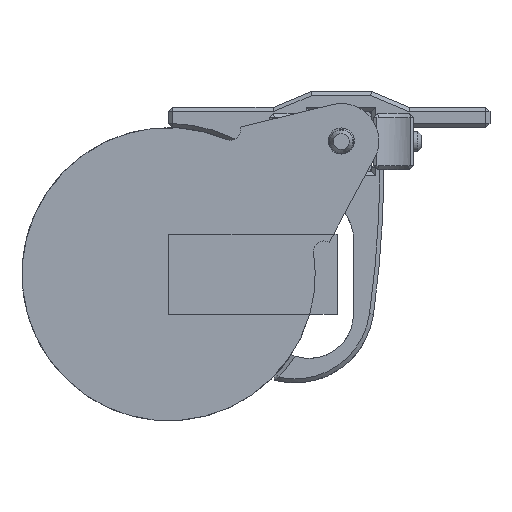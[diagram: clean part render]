
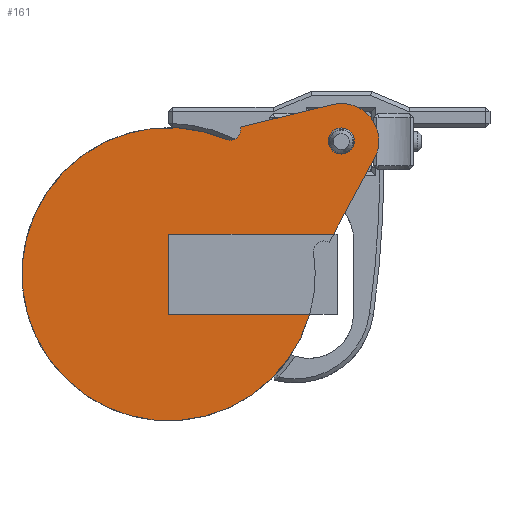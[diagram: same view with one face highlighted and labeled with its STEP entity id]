
A CAD part, left-side view. The second image highlights one B-rep face of the part: STEP entity #161.
In plain terms, the highlighted planar face has unit normal (-1, 0, 0).
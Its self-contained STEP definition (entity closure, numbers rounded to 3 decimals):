
#86 = VERTEX_POINT('',#87);
#87 = CARTESIAN_POINT('',(0.,-35.103,-10.));
#94 = EDGE_CURVE('',#95,#86,#97,.T.);
#95 = VERTEX_POINT('',#96);
#96 = CARTESIAN_POINT('',(0.,0.,-10.));
#97 = LINE('',#98,#99);
#98 = CARTESIAN_POINT('',(0.,0.,-10.));
#99 = VECTOR('',#100,1.);
#100 = DIRECTION('',(0.,-1.,0.));
#102 = EDGE_CURVE('',#103,#95,#105,.T.);
#103 = VERTEX_POINT('',#104);
#104 = CARTESIAN_POINT('',(0.,0.,10.));
#105 = LINE('',#106,#107);
#106 = CARTESIAN_POINT('',(0.,0.,10.));
#107 = VECTOR('',#108,1.);
#108 = DIRECTION('',(0.,0.,-1.));
#110 = EDGE_CURVE('',#103,#111,#113,.T.);
#111 = VERTEX_POINT('',#112);
#112 = CARTESIAN_POINT('',(0.,-41.068,10.));
#113 = LINE('',#114,#115);
#114 = CARTESIAN_POINT('',(-0.,0.,10.));
#115 = VECTOR('',#116,1.);
#116 = DIRECTION('',(0.,-1.,0.));
#161 = ADVANCED_FACE('',(#162,#208),#219,.F.);
#162 = FACE_BOUND('',#163,.F.);
#163 = EDGE_LOOP('',(#164,#165,#174,#183,#191,#200,#206,#207));
#164 = ORIENTED_EDGE('',*,*,#94,.T.);
#165 = ORIENTED_EDGE('',*,*,#166,.T.);
#166 = EDGE_CURVE('',#86,#167,#169,.T.);
#167 = VERTEX_POINT('',#168);
#168 = CARTESIAN_POINT('',(0.,-14.681,33.417));
#169 = CIRCLE('',#170,36.5);
#170 = AXIS2_PLACEMENT_3D('',#171,#172,#173);
#171 = CARTESIAN_POINT('',(0.,0.,0.));
#172 = DIRECTION('',(1.,0.,0.));
#173 = DIRECTION('',(0.,1.,0.));
#174 = ORIENTED_EDGE('',*,*,#175,.F.);
#175 = EDGE_CURVE('',#176,#167,#178,.T.);
#176 = VERTEX_POINT('',#177);
#177 = CARTESIAN_POINT('',(0.,-17.854,36.621));
#178 = CIRCLE('',#179,2.645);
#179 = AXIS2_PLACEMENT_3D('',#180,#181,#182);
#180 = CARTESIAN_POINT('',(0.,-15.284,35.993));
#181 = DIRECTION('',(1.,0.,0.));
#182 = DIRECTION('',(0.,1.,0.));
#183 = ORIENTED_EDGE('',*,*,#184,.F.);
#184 = EDGE_CURVE('',#185,#176,#187,.T.);
#185 = VERTEX_POINT('',#186);
#186 = CARTESIAN_POINT('',(0.,-40.783,42.226));
#187 = LINE('',#188,#189);
#188 = CARTESIAN_POINT('',(0.,-40.783,42.226));
#189 = VECTOR('',#190,1.);
#190 = DIRECTION('',(0.,0.971,-0.237));
#191 = ORIENTED_EDGE('',*,*,#192,.T.);
#192 = EDGE_CURVE('',#185,#193,#195,.T.);
#193 = VERTEX_POINT('',#194);
#194 = CARTESIAN_POINT('',(0.,-51.209,28.702));
#195 = CIRCLE('',#196,9.339);
#196 = AXIS2_PLACEMENT_3D('',#197,#198,#199);
#197 = CARTESIAN_POINT('',(0.,-43.,33.154));
#198 = DIRECTION('',(1.,0.,0.));
#199 = DIRECTION('',(0.,1.,0.));
#200 = ORIENTED_EDGE('',*,*,#201,.T.);
#201 = EDGE_CURVE('',#193,#111,#202,.T.);
#202 = LINE('',#203,#204);
#203 = CARTESIAN_POINT('',(0.,-51.209,28.702));
#204 = VECTOR('',#205,1.);
#205 = DIRECTION('',(0.,0.477,-0.879));
#206 = ORIENTED_EDGE('',*,*,#110,.F.);
#207 = ORIENTED_EDGE('',*,*,#102,.T.);
#208 = FACE_BOUND('',#209,.F.);
#209 = EDGE_LOOP('',(#210));
#210 = ORIENTED_EDGE('',*,*,#211,.F.);
#211 = EDGE_CURVE('',#212,#212,#214,.T.);
#212 = VERTEX_POINT('',#213);
#213 = CARTESIAN_POINT('',(0.,-39.75,33.154));
#214 = CIRCLE('',#215,3.25);
#215 = AXIS2_PLACEMENT_3D('',#216,#217,#218);
#216 = CARTESIAN_POINT('',(0.,-43.,33.154));
#217 = DIRECTION('',(1.,0.,0.));
#218 = DIRECTION('',(0.,1.,0.));
#219 = PLANE('',#220);
#220 = AXIS2_PLACEMENT_3D('',#221,#222,#223);
#221 = CARTESIAN_POINT('',(0.,-11.94,9.206));
#222 = DIRECTION('',(1.,0.,0.));
#223 = DIRECTION('',(0.,0.,1.));
